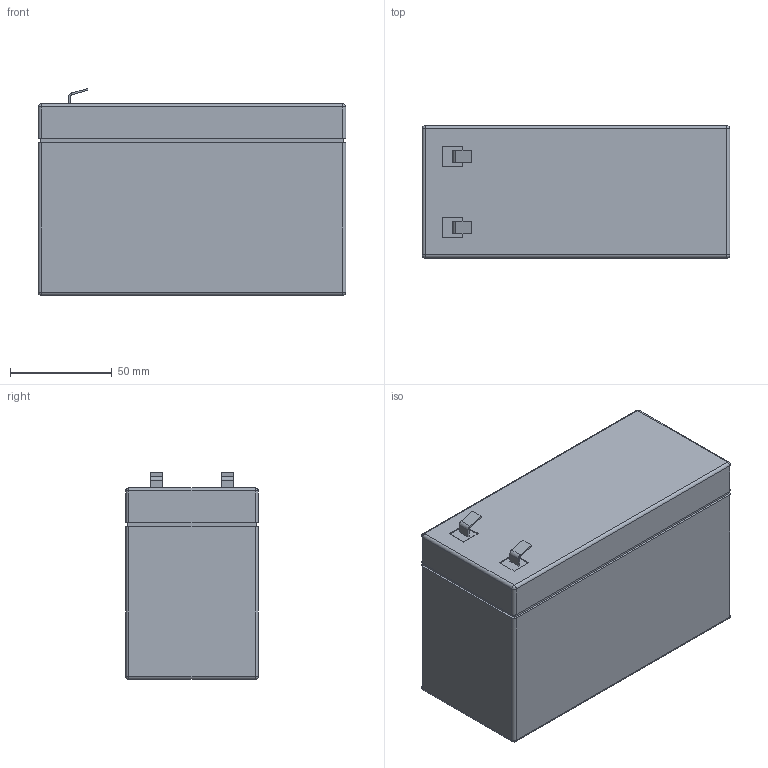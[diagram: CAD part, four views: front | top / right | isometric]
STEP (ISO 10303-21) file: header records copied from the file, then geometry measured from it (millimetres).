
FILE_DESCRIPTION(('FreeCAD Model'),'2;1');
FILE_NAME( 'Akku_12_7.2.step' ,'2020-04-06T20:29:06',('Author'),(''), 'Open CASCADE STEP processor 6.8','FreeCAD','Unknown');
FILE_SCHEMA(('AUTOMOTIVE_DESIGN_CC2 { 1 2 10303 214 -1 1 5 4 }'));
Length unit declared in the file: millimetre
Products named in the file (1): Akku_12_7.2
Bounding box: 151 x 65 x 101.5 mm (x, y, z)
Volume: 921214.8 mm3; surface area: 60704.6 mm2
Topology: 1 solids, 1 shells, 68 faces, 164 edges, 96 vertices
Faces by surface type: plane 40, cylinder 20, sphere 8
Entity records: 4385 total; most frequent: CARTESIAN_POINT 689, DIRECTION 610, LINE 380, VECTOR 380, ORIENTED_EDGE 312, PCURVE 312, DEFINITIONAL_REPRESENTATION 312, EDGE_CURVE 156
